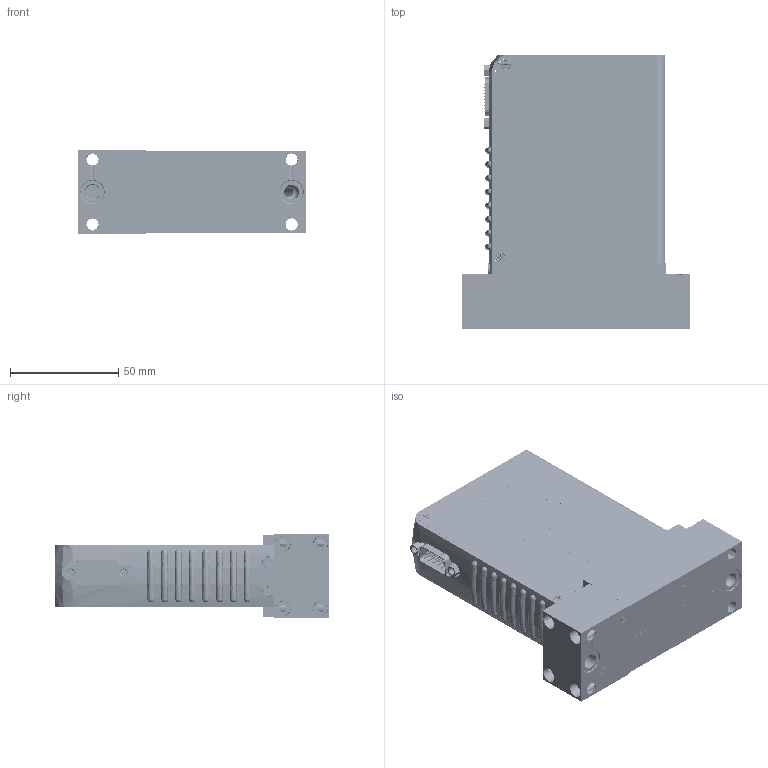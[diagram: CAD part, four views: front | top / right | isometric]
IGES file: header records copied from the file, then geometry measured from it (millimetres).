
Start section: SolidWorks IGES file using analytic representation for surfaces
Global section: file name: GF100-GF120-GF125-AS-SX.IGS; native system: SolidWorks 2017; preprocessor: SolidWorks 2017; author: CFehr; date: 171114.112327; units: inch
Bounding box: 104.95 x 127 x 38.73 mm (x, y, z)
Surface area: 56074.7 mm2 (no closed solid volume)
Topology: 0 solids, 0 shells, 1313 faces, 28870 edges, 28866 vertices
Faces by surface type: bspline 1024, revolution 289
